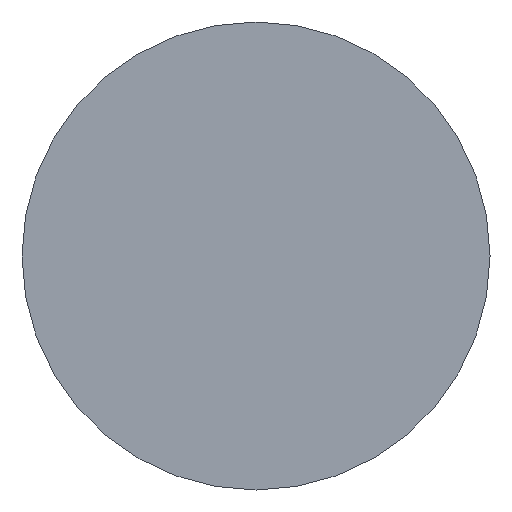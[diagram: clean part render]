
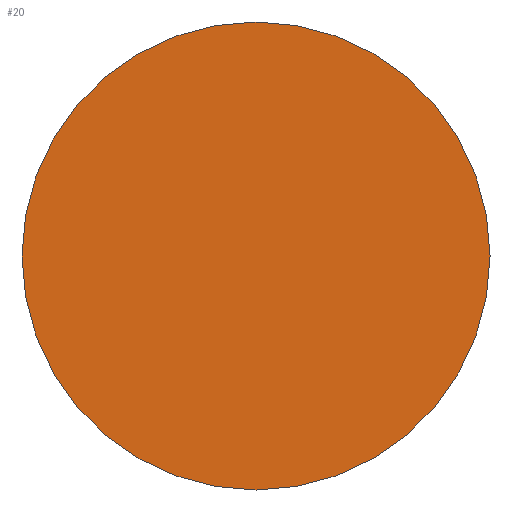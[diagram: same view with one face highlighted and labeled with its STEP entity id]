
A CAD part, front view. The second image highlights one B-rep face of the part: STEP entity #20.
In plain terms, the highlighted planar face has unit normal (0, -1, 0).
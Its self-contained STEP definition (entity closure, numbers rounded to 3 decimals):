
#1 = EDGE_CURVE ( 'NONE', #131, #35, #170, .T. ) ;
#11 = DIRECTION ( 'NONE',  ( 0., -1., 0. ) ) ;
#15 = EDGE_LOOP ( 'NONE', ( #68, #45 ) ) ;
#18 = AXIS2_PLACEMENT_3D ( 'NONE', #138, #11, #112 ) ;
#20 = ADVANCED_FACE ( 'NONE', ( #31 ), #89, .T. ) ;
#23 = DIRECTION ( 'NONE',  ( 0., -1., 0. ) ) ;
#31 = FACE_OUTER_BOUND ( 'NONE', #15, .T. ) ;
#35 = VERTEX_POINT ( 'NONE', #58 ) ;
#38 = DIRECTION ( 'NONE',  ( 0., -1., 0. ) ) ;
#45 = ORIENTED_EDGE ( 'NONE', *, *, #1, .T. ) ;
#48 = AXIS2_PLACEMENT_3D ( 'NONE', #154, #23, #107 ) ;
#58 = CARTESIAN_POINT ( 'NONE',  ( 0., -1.5, -5. ) ) ;
#68 = ORIENTED_EDGE ( 'NONE', *, *, #87, .T. ) ;
#82 = AXIS2_PLACEMENT_3D ( 'NONE', #124, #38, #152 ) ;
#87 = EDGE_CURVE ( 'NONE', #35, #131, #125, .T. ) ;
#89 = PLANE ( 'NONE',  #48 ) ;
#107 = DIRECTION ( 'NONE',  ( 0., 0., -1. ) ) ;
#112 = DIRECTION ( 'NONE',  ( 0., 0., -1. ) ) ;
#123 = CARTESIAN_POINT ( 'NONE',  ( 0., -1.5, 5. ) ) ;
#124 = CARTESIAN_POINT ( 'NONE',  ( 0., -1.5, 0. ) ) ;
#125 = CIRCLE ( 'NONE', #18, 5. ) ;
#131 = VERTEX_POINT ( 'NONE', #123 ) ;
#138 = CARTESIAN_POINT ( 'NONE',  ( 0., -1.5, 0. ) ) ;
#152 = DIRECTION ( 'NONE',  ( 0., 0., -1. ) ) ;
#154 = CARTESIAN_POINT ( 'NONE',  ( 0., -1.5, 0. ) ) ;
#170 = CIRCLE ( 'NONE', #82, 5. ) ;
